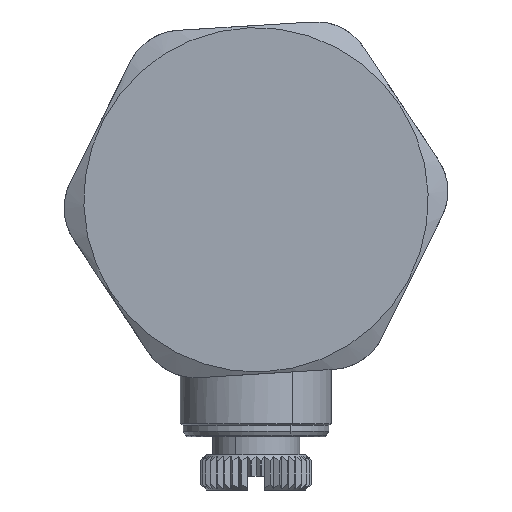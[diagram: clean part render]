
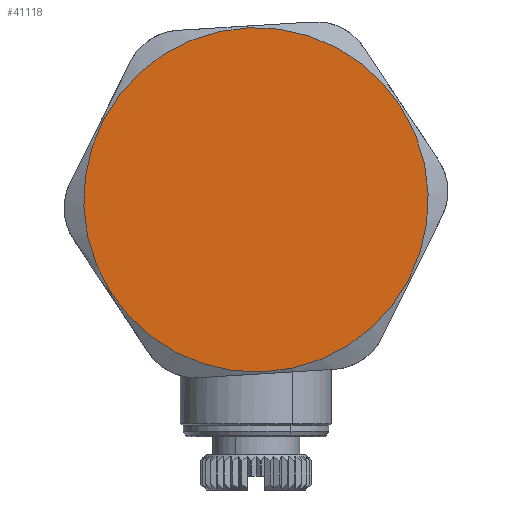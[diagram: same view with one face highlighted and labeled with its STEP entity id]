
A CAD part, left-side view. The second image highlights one B-rep face of the part: STEP entity #41118.
In plain terms, the highlighted planar face has unit normal (-1, 0, 0).
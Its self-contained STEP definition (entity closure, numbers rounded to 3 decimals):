
#41095=CARTESIAN_POINT('Axis2P3D Location',(-31.3,-6.038,12.13)) ;
#41100=CARTESIAN_POINT('Axis2P3D Location',(-31.3,0.,0.)) ;
#41104=CARTESIAN_POINT('Vertex',(-31.3,-0.562,-14.739)) ;
#41106=CARTESIAN_POINT('Vertex',(-31.3,0.562,14.739)) ;
#41109=CARTESIAN_POINT('Axis2P3D Location',(-31.3,0.,0.)) ;
#41096=DIRECTION('Axis2P3D Direction',(-1.,0.,0.)) ;
#41097=DIRECTION('Axis2P3D XDirection',(0.,0.895,0.446)) ;
#41101=DIRECTION('Axis2P3D Direction',(-1.,0.,0.)) ;
#41110=DIRECTION('Axis2P3D Direction',(-1.,0.,0.)) ;
#41098=AXIS2_PLACEMENT_3D('Plane Axis2P3D',#41095,#41096,#41097) ;
#41102=AXIS2_PLACEMENT_3D('Circle Axis2P3D',#41100,#41101,$) ;
#41111=AXIS2_PLACEMENT_3D('Circle Axis2P3D',#41109,#41110,$) ;
#41103=CIRCLE('generated circle',#41102,14.75) ;
#41112=CIRCLE('generated circle',#41111,14.75) ;
#41099=PLANE('',#41098) ;
#41108=EDGE_CURVE('',#41105,#41107,#41103,.T.) ;
#41113=EDGE_CURVE('',#41107,#41105,#41112,.T.) ;
#41115=ORIENTED_EDGE('',*,*,#41108,.T.) ;
#41116=ORIENTED_EDGE('',*,*,#41113,.T.) ;
#41114=EDGE_LOOP('',(#41115,#41116)) ;
#41105=VERTEX_POINT('',#41104) ;
#41107=VERTEX_POINT('',#41106) ;
#41118=ADVANCED_FACE('PartBody',(#41117),#41099,.T.) ;
#41117=FACE_OUTER_BOUND('',#41114,.T.) ;
